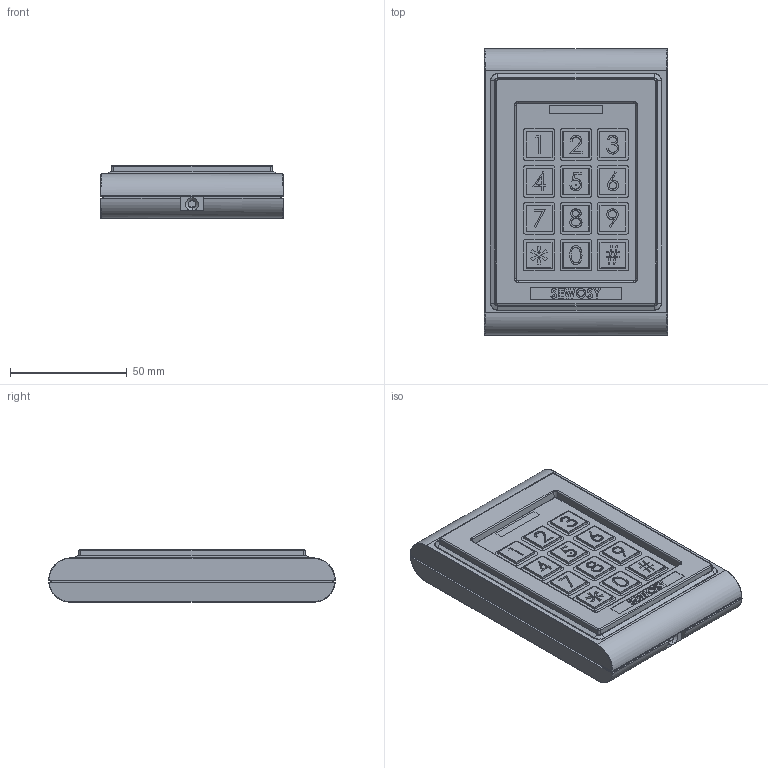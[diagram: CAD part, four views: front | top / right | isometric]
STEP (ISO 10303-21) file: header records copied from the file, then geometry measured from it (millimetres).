
FILE_DESCRIPTION (( 'STEP AP214' ), '1' );
FILE_NAME ('KR1000-M.STEP', '2021-07-30T06:44:56', ( '' ), ( '' ), 'SwSTEP 2.0', 'SolidWorks 2020', '' );
FILE_SCHEMA (( 'AUTOMOTIVE_DESIGN' ));
Length unit declared in the file: millimetre
Products named in the file (18): MP0615-FRONT CASING; KR1000-M; MP0304-TOUCH 4; MP0302-TOUCH 2; MP0614-BACK CASING; MP0303-TOUCH 3; MP0310-TOUCH #; MP0300-TOUCH 0; MP0307-TOUCH 7; MP0311-TOUCH ET; MP0308-TOUCH 8; MP0306-TOUCH 6; MP0301-TOUCH 1; PP0056-KEY PAD UNDERCOVER_K1000-M; MP0309-TOUCH 9; PP0194-KEY PAD OULINE; MP0305-TOUCH 5; MP0616-KEY PAD COVER
Assembly tree (17 placements, depth 2):
  KR1000-M
    MP0614-BACK CASING
    MP0615-FRONT CASING
    PP0194-KEY PAD OULINE
    MP0616-KEY PAD COVER
    PP0056-KEY PAD UNDERCOVER_K1000-M
    MP0300-TOUCH 0
    MP0301-TOUCH 1
    MP0302-TOUCH 2
    MP0303-TOUCH 3
    MP0304-TOUCH 4
    MP0305-TOUCH 5
    MP0306-TOUCH 6
    MP0307-TOUCH 7
    MP0308-TOUCH 8
    MP0309-TOUCH 9
    MP0310-TOUCH #
    MP0311-TOUCH ET
Bounding box: 78.5 x 122.5 x 22.5 mm (x, y, z)
Volume: 56876.3 mm3; surface area: 67444 mm2
Topology: 22 solids, 22 shells, 1088 faces, 2846 edges, 1857 vertices
Faces by surface type: plane 652, cylinder 264, bspline 117, cone 33, torus 20, sphere 2
Entity records: 41126 total; most frequent: CARTESIAN_POINT 13064, ORIENTED_EDGE 5692, DIRECTION 4982, EDGE_CURVE 2846, LINE 2032, VECTOR 2032, VERTEX_POINT 1857, AXIS2_PLACEMENT_3D 1475
